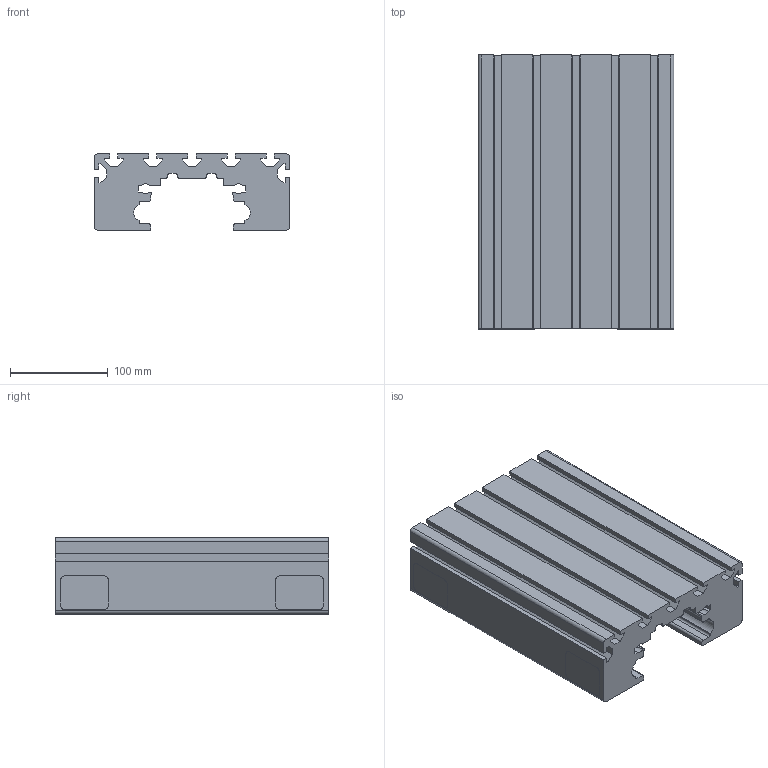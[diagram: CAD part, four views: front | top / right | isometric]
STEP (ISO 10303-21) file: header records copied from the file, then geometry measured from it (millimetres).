
FILE_DESCRIPTION((''),'2;1');
FILE_NAME('SL0085N.ipt.step','2007-09-10T15:13:16',(''),(''),'Autodesk Inventor 11','Autodesk Inventor 11','');
FILE_SCHEMA(('AUTOMOTIVE_DESIGN { 1 0 10303 214 1 1 1 1 }'));
Length unit declared in the file: millimetre
Products named in the file (1): SL0085N
Bounding box: 200.2 x 280 x 78 mm (x, y, z)
Volume: 2576052.5 mm3; surface area: 315102.2 mm2
Topology: 1 solids, 1 shells, 180 faces, 522 edges, 348 vertices
Faces by surface type: plane 120, cylinder 42, bspline 18
Entity records: 6033 total; most frequent: CARTESIAN_POINT 1217, ORIENTED_EDGE 1044, DIRECTION 948, EDGE_CURVE 522, VECTOR 422, LINE 422, VERTEX_POINT 348, AXIS2_PLACEMENT_3D 263
